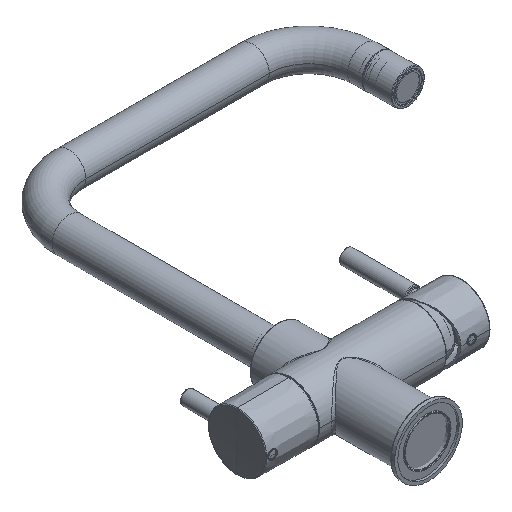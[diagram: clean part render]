
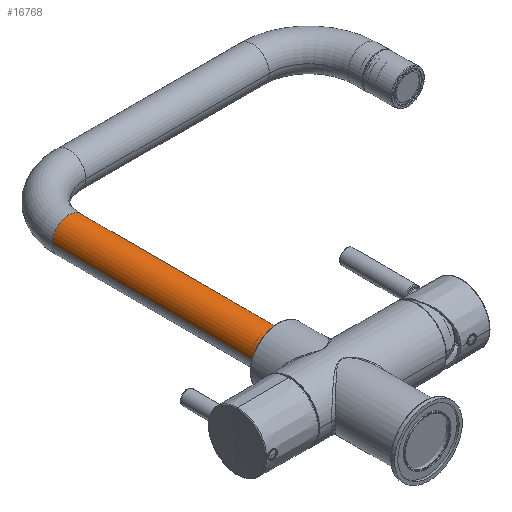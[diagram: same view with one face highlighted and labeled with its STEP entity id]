
A CAD part, isometric view. The second image highlights one B-rep face of the part: STEP entity #16768.
In plain terms, the highlighted cylindrical face has radius 12 mm (diameter 24 mm), a partial arc.
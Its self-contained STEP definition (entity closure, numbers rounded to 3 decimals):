
#16392=CARTESIAN_POINT('',(0.,0.,0.));
#16393=DIRECTION('',(0.,1.,0.));
#16394=DIRECTION('',(0.,0.,-1.));
#16395=AXIS2_PLACEMENT_3D('',#16392,#16393,#16394);
#16407=DIRECTION('',(0.,1.,0.));
#16408=VECTOR('',#16407,148.);
#16409=CARTESIAN_POINT('',(0.,0.,12.));
#16410=LINE('',#16409,#16408);
#16411=DIRECTION('',(0.,1.,0.));
#16412=VECTOR('',#16411,148.);
#16413=CARTESIAN_POINT('',(0.,0.,-12.));
#16414=LINE('',#16413,#16412);
#16415=CARTESIAN_POINT('',(0.,148.,0.));
#16416=DIRECTION('',(0.,1.,0.));
#16417=DIRECTION('',(0.,0.,-1.));
#16418=AXIS2_PLACEMENT_3D('',#16415,#16416,#16417);
#16659=CARTESIAN_POINT('',(0.,0.,12.));
#16660=CARTESIAN_POINT('',(0.,0.,-12.));
#16661=VERTEX_POINT('',#16659);
#16662=VERTEX_POINT('',#16660);
#16663=CARTESIAN_POINT('',(0.,148.,12.));
#16664=CARTESIAN_POINT('',(0.,148.,-12.));
#16665=VERTEX_POINT('',#16663);
#16666=VERTEX_POINT('',#16664);
#16756=CARTESIAN_POINT('',(0.,0.,0.));
#16757=DIRECTION('',(0.,1.,0.));
#16758=DIRECTION('',(0.,0.,1.));
#16759=AXIS2_PLACEMENT_3D('',#16756,#16757,#16758);
#16760=CYLINDRICAL_SURFACE('',#16759,12.);
#16761=ORIENTED_EDGE('',*,*,#16730,.F.);
#16762=ORIENTED_EDGE('',*,*,#16751,.T.);
#16764=ORIENTED_EDGE('',*,*,#16763,.T.);
#16765=ORIENTED_EDGE('',*,*,#16747,.F.);
#16766=EDGE_LOOP('',(#16761,#16762,#16764,#16765));
#16767=FACE_OUTER_BOUND('',#16766,.F.);
#16768=ADVANCED_FACE('',(#16767),#16760,.T.);
#16396=CIRCLE('',#16395,12.);
#16419=CIRCLE('',#16418,12.);
#16730=EDGE_CURVE('',#16662,#16661,#16396,.T.);
#16747=EDGE_CURVE('',#16661,#16665,#16410,.T.);
#16751=EDGE_CURVE('',#16662,#16666,#16414,.T.);
#16763=EDGE_CURVE('',#16666,#16665,#16419,.T.);
